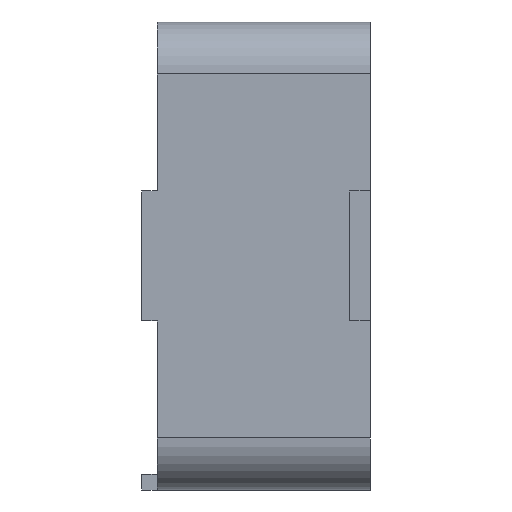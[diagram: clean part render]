
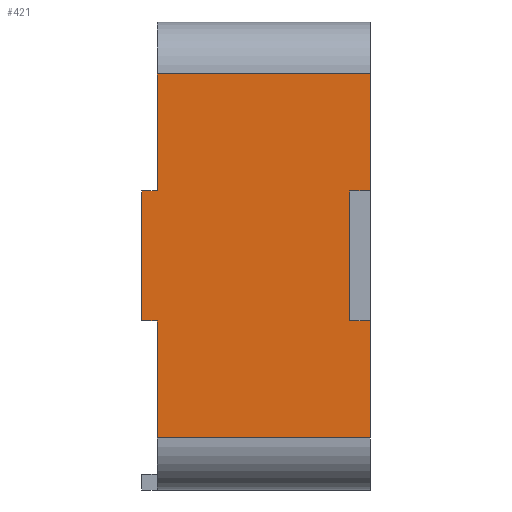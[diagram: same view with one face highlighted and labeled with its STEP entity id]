
A CAD part, left-side view. The second image highlights one B-rep face of the part: STEP entity #421.
In plain terms, the highlighted planar face has unit normal (-1, 0, 0).
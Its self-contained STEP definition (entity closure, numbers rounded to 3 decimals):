
#6 = VERTEX_POINT ( 'NONE', #1501 ) ;
#12 = DIRECTION ( 'NONE',  ( 0., -1., 0. ) ) ;
#25 = DIRECTION ( 'NONE',  ( 0., -1., 0. ) ) ;
#61 = CARTESIAN_POINT ( 'NONE',  ( -3., 0., -54.5 ) ) ;
#87 = DIRECTION ( 'NONE',  ( 0., 0., 1. ) ) ;
#111 = VECTOR ( 'NONE', #240, 1000. ) ;
#116 = ORIENTED_EDGE ( 'NONE', *, *, #792, .T. ) ;
#126 = PLANE ( 'NONE',  #1466 ) ;
#131 = DIRECTION ( 'NONE',  ( 0., 0., -1. ) ) ;
#142 = EDGE_CURVE ( 'NONE', #6, #384, #347, .T. ) ;
#150 = CARTESIAN_POINT ( 'NONE',  ( -3., 38., -54.5 ) ) ;
#156 = CARTESIAN_POINT ( 'NONE',  ( -3., 0., -7. ) ) ;
#162 = CARTESIAN_POINT ( 'NONE',  ( -3., 38., -29.5 ) ) ;
#188 = LINE ( 'NONE', #1025, #111 ) ;
#240 = DIRECTION ( 'NONE',  ( 0., 0., -1. ) ) ;
#254 = DIRECTION ( 'NONE',  ( 1., 0., 0. ) ) ;
#258 = CARTESIAN_POINT ( 'NONE',  ( -3., 4., -29.5 ) ) ;
#261 = CARTESIAN_POINT ( 'NONE',  ( -3., 0., -29.5 ) ) ;
#264 = LINE ( 'NONE', #1169, #724 ) ;
#277 = CARTESIAN_POINT ( 'NONE',  ( -3., 41., -29.5 ) ) ;
#292 = VERTEX_POINT ( 'NONE', #474 ) ;
#301 = LINE ( 'NONE', #327, #459 ) ;
#323 = LINE ( 'NONE', #502, #1258 ) ;
#327 = CARTESIAN_POINT ( 'NONE',  ( -3., 0., 0. ) ) ;
#331 = EDGE_CURVE ( 'NONE', #1274, #1526, #987, .T. ) ;
#345 = VECTOR ( 'NONE', #12, 1000. ) ;
#347 = LINE ( 'NONE', #1064, #568 ) ;
#384 = VERTEX_POINT ( 'NONE', #618 ) ;
#386 = VERTEX_POINT ( 'NONE', #261 ) ;
#407 = ORIENTED_EDGE ( 'NONE', *, *, #1420, .T. ) ;
#408 = VERTEX_POINT ( 'NONE', #514 ) ;
#421 = ADVANCED_FACE ( 'NONE', ( #863 ), #126, .F. ) ;
#433 = LINE ( 'NONE', #766, #721 ) ;
#442 = CARTESIAN_POINT ( 'NONE',  ( -3., 4., -54.5 ) ) ;
#447 = VERTEX_POINT ( 'NONE', #1096 ) ;
#457 = LINE ( 'NONE', #505, #345 ) ;
#459 = VECTOR ( 'NONE', #705, 1000. ) ;
#474 = CARTESIAN_POINT ( 'NONE',  ( -3., 41., -7. ) ) ;
#476 = ORIENTED_EDGE ( 'NONE', *, *, #1063, .T. ) ;
#487 = EDGE_CURVE ( 'NONE', #292, #1379, #494, .T. ) ;
#494 = LINE ( 'NONE', #752, #945 ) ;
#502 = CARTESIAN_POINT ( 'NONE',  ( -3., 0., 0. ) ) ;
#505 = CARTESIAN_POINT ( 'NONE',  ( -3., 41., -77. ) ) ;
#514 = CARTESIAN_POINT ( 'NONE',  ( -3., 44., -54.5 ) ) ;
#527 = EDGE_CURVE ( 'NONE', #1356, #913, #301, .T. ) ;
#538 = ORIENTED_EDGE ( 'NONE', *, *, #1313, .T. ) ;
#568 = VECTOR ( 'NONE', #87, 1000. ) ;
#584 = DIRECTION ( 'NONE',  ( 0., 0., 1. ) ) ;
#590 = EDGE_CURVE ( 'NONE', #865, #292, #264, .T. ) ;
#618 = CARTESIAN_POINT ( 'NONE',  ( -3., 41., -54.5 ) ) ;
#638 = DIRECTION ( 'NONE',  ( 0., 0., -1. ) ) ;
#685 = EDGE_LOOP ( 'NONE', ( #905, #1325, #476, #116, #1392, #1266, #970, #1542, #925, #407, #538, #1244 ) ) ;
#705 = DIRECTION ( 'NONE',  ( 0., 0., 1. ) ) ;
#721 = VECTOR ( 'NONE', #1257, 1000. ) ;
#724 = VECTOR ( 'NONE', #584, 1000. ) ;
#738 = VECTOR ( 'NONE', #1240, 1000. ) ;
#752 = CARTESIAN_POINT ( 'NONE',  ( -3., 41., -7. ) ) ;
#753 = EDGE_CURVE ( 'NONE', #6, #1356, #457, .T. ) ;
#766 = CARTESIAN_POINT ( 'NONE',  ( -3., 41., -29.5 ) ) ;
#792 = EDGE_CURVE ( 'NONE', #408, #384, #1166, .T. ) ;
#830 = EDGE_CURVE ( 'NONE', #865, #447, #1548, .T. ) ;
#843 = LINE ( 'NONE', #1345, #1405 ) ;
#863 = FACE_OUTER_BOUND ( 'NONE', #685, .T. ) ;
#865 = VERTEX_POINT ( 'NONE', #277 ) ;
#866 = VECTOR ( 'NONE', #131, 1000. ) ;
#905 = ORIENTED_EDGE ( 'NONE', *, *, #590, .F. ) ;
#913 = VERTEX_POINT ( 'NONE', #61 ) ;
#925 = ORIENTED_EDGE ( 'NONE', *, *, #331, .F. ) ;
#945 = VECTOR ( 'NONE', #25, 1000. ) ;
#970 = ORIENTED_EDGE ( 'NONE', *, *, #527, .T. ) ;
#987 = LINE ( 'NONE', #258, #866 ) ;
#1010 = CARTESIAN_POINT ( 'NONE',  ( -3., 0., -77. ) ) ;
#1025 = CARTESIAN_POINT ( 'NONE',  ( -3., 44., -29.5 ) ) ;
#1063 = EDGE_CURVE ( 'NONE', #447, #408, #188, .T. ) ;
#1064 = CARTESIAN_POINT ( 'NONE',  ( -3., 41., 0. ) ) ;
#1096 = CARTESIAN_POINT ( 'NONE',  ( -3., 44., -29.5 ) ) ;
#1166 = LINE ( 'NONE', #150, #1206 ) ;
#1169 = CARTESIAN_POINT ( 'NONE',  ( -3., 41., 0. ) ) ;
#1206 = VECTOR ( 'NONE', #1481, 1000. ) ;
#1221 = CARTESIAN_POINT ( 'NONE',  ( -3., 4., -29.5 ) ) ;
#1240 = DIRECTION ( 'NONE',  ( 0., 1., 0. ) ) ;
#1244 = ORIENTED_EDGE ( 'NONE', *, *, #487, .F. ) ;
#1257 = DIRECTION ( 'NONE',  ( 0., -1., 0. ) ) ;
#1258 = VECTOR ( 'NONE', #1336, 1000. ) ;
#1266 = ORIENTED_EDGE ( 'NONE', *, *, #753, .T. ) ;
#1274 = VERTEX_POINT ( 'NONE', #1221 ) ;
#1306 = EDGE_CURVE ( 'NONE', #1526, #913, #843, .T. ) ;
#1313 = EDGE_CURVE ( 'NONE', #386, #1379, #323, .T. ) ;
#1325 = ORIENTED_EDGE ( 'NONE', *, *, #830, .T. ) ;
#1336 = DIRECTION ( 'NONE',  ( 0., 0., 1. ) ) ;
#1345 = CARTESIAN_POINT ( 'NONE',  ( -3., -4., -54.5 ) ) ;
#1356 = VERTEX_POINT ( 'NONE', #1010 ) ;
#1379 = VERTEX_POINT ( 'NONE', #156 ) ;
#1392 = ORIENTED_EDGE ( 'NONE', *, *, #142, .F. ) ;
#1405 = VECTOR ( 'NONE', #1455, 1000. ) ;
#1420 = EDGE_CURVE ( 'NONE', #1274, #386, #433, .T. ) ;
#1455 = DIRECTION ( 'NONE',  ( 0., -1., 0. ) ) ;
#1463 = CARTESIAN_POINT ( 'NONE',  ( -3., 41., 0. ) ) ;
#1466 = AXIS2_PLACEMENT_3D ( 'NONE', #1463, #254, #638 ) ;
#1481 = DIRECTION ( 'NONE',  ( 0., -1., 0. ) ) ;
#1501 = CARTESIAN_POINT ( 'NONE',  ( -3., 41., -77. ) ) ;
#1526 = VERTEX_POINT ( 'NONE', #442 ) ;
#1542 = ORIENTED_EDGE ( 'NONE', *, *, #1306, .F. ) ;
#1548 = LINE ( 'NONE', #162, #738 ) ;
